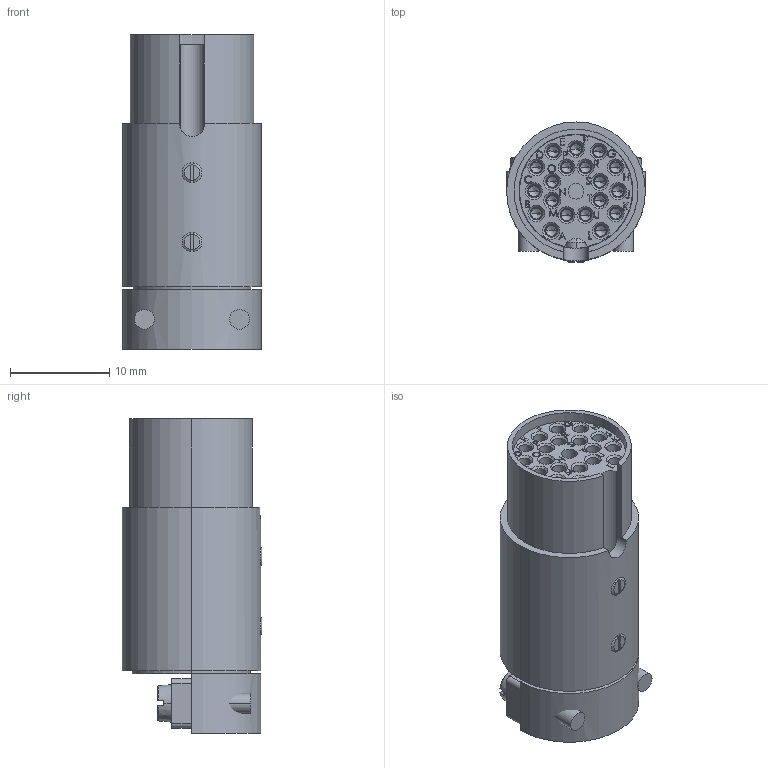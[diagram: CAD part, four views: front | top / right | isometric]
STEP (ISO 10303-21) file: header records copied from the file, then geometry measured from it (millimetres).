
FILE_DESCRIPTION (( 'STEP AP214' ), '1' );
FILE_NAME ('220-CON19-SR.STEP', '2025-03-03T14:37:30', ( '' ), ( '' ), 'SwSTEP 2.0', 'SolidWorks 2022', '' );
FILE_SCHEMA (( 'AUTOMOTIVE_DESIGN' ));
Length unit declared in the file: millimetre
Products named in the file (13): 220-CON19; 9220-CM-CON-3A; 9220-CM-CON-2; ISO 1207 - M2 x 8 --- 8N_ISO 1207 - M2 x 8 --- 8N; 9220-PINF-A; 9220-CM19-CON1-B; 220-SR; ISO 7434 - M2 x 3-N_ISO 7434 - M2 x 3-N; 220-CON19-SR; 9220-CM-CON-1; ISO 4766 - M2 x 2-N_ISO 4766 - M2 x 2-N; 9220-CM19-CON2-B; ISO 2009 - M2 x 12 --- 12N_ISO 2009 - M2 x 12 --- 12N
Assembly tree (31 placements, depth 3):
  220-CON19-SR
    220-CON19
      9220-CM19-CON2-B
      9220-CM19-CON1-B
      9220-PINF-A  x19
      ISO 2009 - M2 x 12 --- 12N_ISO 2009 - M2 x 12 --- 12N
    220-SR
      9220-CM-CON-1
      9220-CM-CON-2
      9220-CM-CON-3A
      ISO 7434 - M2 x 3-N_ISO 7434 - M2 x 3-N
      ISO 1207 - M2 x 8 --- 8N_ISO 1207 - M2 x 8 --- 8N  x2
      ISO 4766 - M2 x 2-N_ISO 4766 - M2 x 2-N
Bounding box: 14 x 14.12 x 31.7 mm (x, y, z)
Volume: 3007.4 mm3; surface area: 8261.4 mm2
Topology: 29 solids, 29 shells, 1360 faces, 3540 edges, 2270 vertices
Faces by surface type: plane 566, cylinder 438, cone 190, bspline 160, torus 6
Entity records: 36886 total; most frequent: CARTESIAN_POINT 15362, ORIENTED_EDGE 4488, DIRECTION 3873, EDGE_CURVE 2244, VERTEX_POINT 1476, VECTOR 1377, LINE 1377, AXIS2_PLACEMENT_3D 1248
